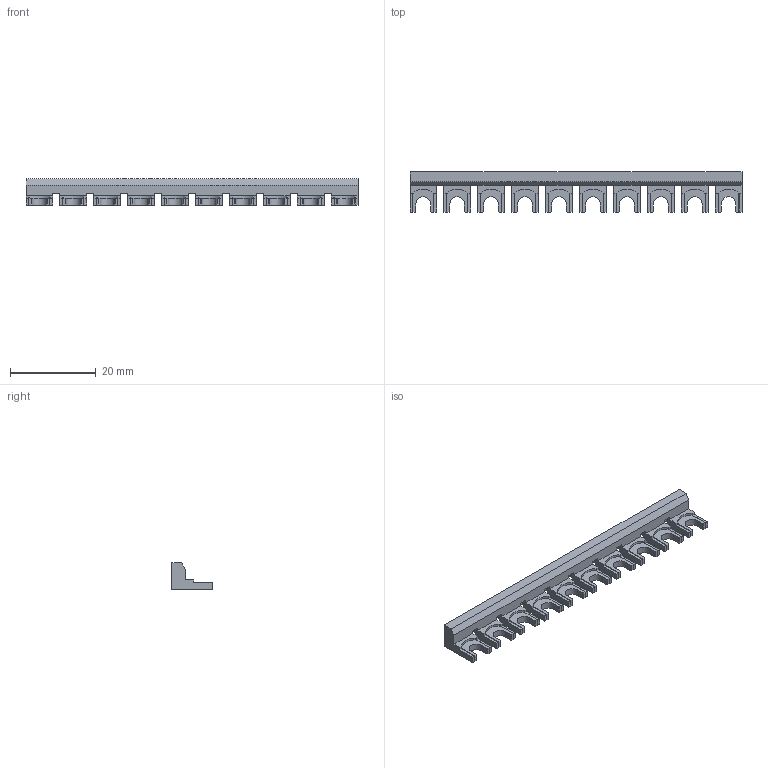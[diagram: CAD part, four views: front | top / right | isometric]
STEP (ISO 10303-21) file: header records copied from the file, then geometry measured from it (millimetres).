
FILE_DESCRIPTION(('CATIA V5R22 STEP214','CAx-IF Rec.Pracs.--- Model Styling and Organization---1.4--- 2014-01-23'),'2;1');
FILE_NAME ('016848-6_1', '2021-12-07T13:33:40+00:00', ('Weidmueller Interface'), ('Weidmueller'), 'CATIA Version 5-6 Release 2016 SP3 HF44', 'CATIA V5 STEP AP214', 'none');
FILE_SCHEMA(('AUTOMOTIVE_DESIGN { 1 0 10303 214 1 1 1 1 }'));
Length unit declared in the file: millimetre
Products named in the file (1): WKB 1/10_AllCATPart
Bounding box: 77.3 x 9.35 x 6.1 mm (x, y, z)
Volume: 1638.3 mm3; surface area: 3534.2 mm2
Topology: 11 solids, 11 shells, 393 faces, 1149 edges, 778 vertices
Faces by surface type: plane 333, cylinder 60
Entity records: 11666 total; most frequent: ORIENTED_EDGE 2298, CARTESIAN_POINT 2137, DIRECTION 1455, EDGE_CURVE 1149, VECTOR 987, LINE 987, VERTEX_POINT 778, ADVANCED_FACE 393
